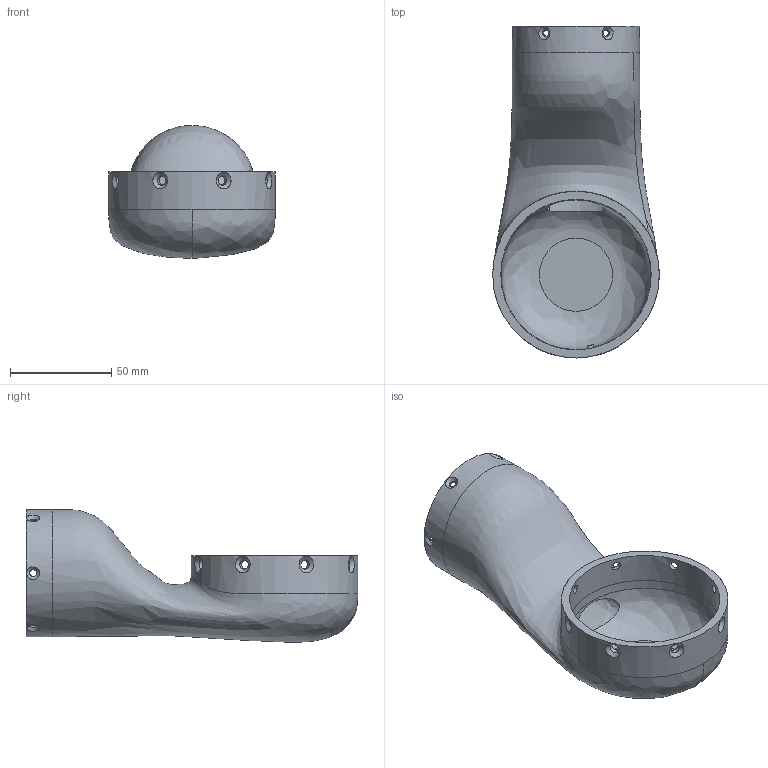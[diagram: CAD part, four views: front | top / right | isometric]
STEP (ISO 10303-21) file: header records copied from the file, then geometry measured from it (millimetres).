
FILE_DESCRIPTION(/* description */ (''),/* implementation_level */ '2;1');
FILE_NAME(/* name */ 'Link4.step',/* time_stamp */ '2021-05-08T15:59:19-04:00',/* author */ (''),/* organization */ (''),/* preprocessor_version */ 'ST-DEVELOPER v18.1',/* originating_system */ 'Autodesk Translation Framework v10.6.0.1341',/* authorisation */ '');
FILE_SCHEMA (('AUTOMOTIVE_DESIGN { 1 0 10303 214 3 1 1 }'));
Length unit declared in the file: millimetre
Products named in the file (2): Link4; Link - forearm Mico_Dfaut
Assembly tree (1 placements, depth 2):
  Link4
    Link - forearm Mico_Dfaut
Bounding box: 82.5 x 164.25 x 65.82 mm (x, y, z)
Volume: 122478.3 mm3; surface area: 54028.3 mm2
Topology: 1 solids, 1 shells, 60 faces, 177 edges, 120 vertices
Faces by surface type: cylinder 21, cone 15, plane 13, bspline 11
Full cylindrical faces by diameter (mm): 3.4 x6, 4.5 x8, 58 x1, 63 x1, 74.5 x1, 82.5 x1
Entity records: 11040 total; most frequent: CARTESIAN_POINT 9470, ORIENTED_EDGE 354, DIRECTION 243, EDGE_CURVE 177, VERTEX_POINT 120, AXIS2_PLACEMENT_3D 94, EDGE_LOOP 91, B_SPLINE_CURVE_WITH_KNOTS 80
